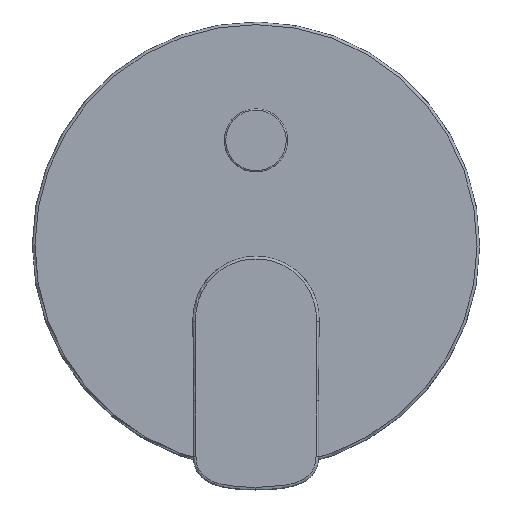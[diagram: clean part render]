
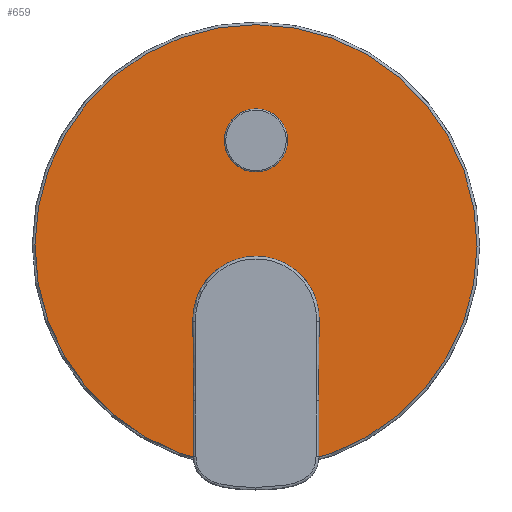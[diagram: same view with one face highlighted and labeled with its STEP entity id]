
A CAD part, left-side view. The second image highlights one B-rep face of the part: STEP entity #659.
In plain terms, the highlighted face is planar.
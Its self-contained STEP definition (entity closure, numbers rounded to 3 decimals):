
#163=FACE_OUTER_BOUND('',#210,.T.);
#210=EDGE_LOOP('',(#526));
#260=CIRCLE('',#1478,84.);
#309=VERTEX_POINT('',#2165);
#384=EDGE_CURVE('',#309,#309,#260,.T.);
#526=ORIENTED_EDGE('',*,*,#384,.T.);
#632=PLANE('',#1480);
#659=ADVANCED_FACE('',(#163),#632,.T.);
#1478=AXIS2_PLACEMENT_3D('',#2166,#1768,#1769);
#1480=AXIS2_PLACEMENT_3D('',#2168,#1772,#1773);
#1768=DIRECTION('center_axis',(1.,0.,0.));
#1769=DIRECTION('ref_axis',(0.,-1.,0.));
#1772=DIRECTION('center_axis',(1.,0.,0.));
#1773=DIRECTION('ref_axis',(0.,-1.,0.));
#2165=CARTESIAN_POINT('',(10.,83.999,-0.335));
#2166=CARTESIAN_POINT('Origin',(10.,0.,0.));
#2168=CARTESIAN_POINT('Origin',(10.,0.,0.));
